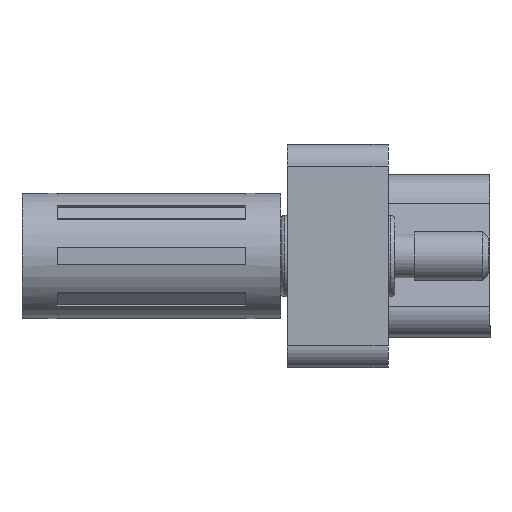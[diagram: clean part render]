
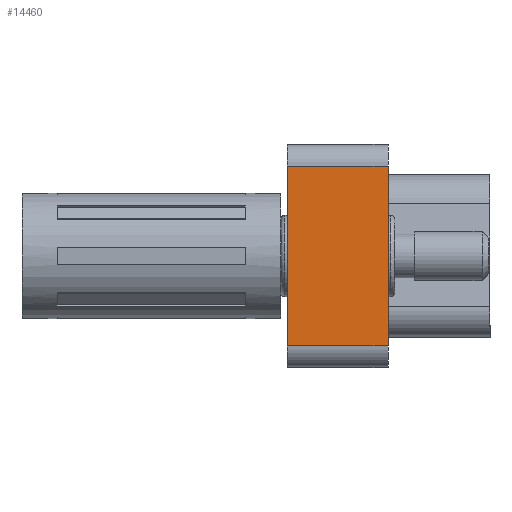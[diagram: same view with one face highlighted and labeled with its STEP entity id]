
A CAD part, left-side view. The second image highlights one B-rep face of the part: STEP entity #14460.
In plain terms, the highlighted planar face has unit normal (-1, 0, 0).
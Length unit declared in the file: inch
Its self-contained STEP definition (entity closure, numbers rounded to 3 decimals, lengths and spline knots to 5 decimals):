
#13920 = VERTEX_POINT ( 'NONE', #30402 ) ;
#13922 = EDGE_CURVE ( 'NONE', #13920, #14066, #29942, .T. ) ;
#14066 = VERTEX_POINT ( 'NONE', #30655 ) ;
#14411 = EDGE_CURVE ( 'NONE', #13920, #14546, #31755, .T. ) ;
#14416 = ORIENTED_EDGE ( 'NONE', *, *, #14411, .T. ) ;
#14460 = ADVANCED_FACE ( 'NONE', ( #32072 ), #32067, .F. ) ;
#14461 = EDGE_LOOP ( 'NONE', ( #14544, #14554, #14556, #14416 ) ) ;
#14544 = ORIENTED_EDGE ( 'NONE', *, *, #14545, .T. ) ;
#14545 = EDGE_CURVE ( 'NONE', #14546, #14547, #32234, .T. ) ;
#14546 = VERTEX_POINT ( 'NONE', #32294 ) ;
#14547 = VERTEX_POINT ( 'NONE', #32293 ) ;
#14554 = ORIENTED_EDGE ( 'NONE', *, *, #14555, .T. ) ;
#14555 = EDGE_CURVE ( 'NONE', #14547, #14066, #32217, .T. ) ;
#14556 = ORIENTED_EDGE ( 'NONE', *, *, #13922, .F. ) ;
#29938 = DIRECTION ( 'NONE',  ( 0., 0., 1. ) ) ;
#29939 = VECTOR ( 'NONE', #29938, 39.37008 ) ;
#29940 = CARTESIAN_POINT ( 'NONE',  ( -1.05, 0.115, 0.255 ) ) ;
#29942 = LINE ( 'NONE', #29940, #29939 ) ;
#30402 = CARTESIAN_POINT ( 'NONE',  ( -1.05, 0.115, -0.205 ) ) ;
#30655 = CARTESIAN_POINT ( 'NONE',  ( -1.05, 0.115, 0.205 ) ) ;
#31752 = DIRECTION ( 'NONE',  ( 0., -1., 0. ) ) ;
#31753 = VECTOR ( 'NONE', #31752, 39.37008 ) ;
#31754 = CARTESIAN_POINT ( 'NONE',  ( -1.05, 0.115, -0.205 ) ) ;
#31755 = LINE ( 'NONE', #31754, #31753 ) ;
#31894 = DIRECTION ( 'NONE',  ( 0., 0., -1. ) ) ;
#31895 = DIRECTION ( 'NONE',  ( 1., 0., 0. ) ) ;
#31896 = CARTESIAN_POINT ( 'NONE',  ( -1.05, 0.115, 0.255 ) ) ;
#31897 = AXIS2_PLACEMENT_3D ( 'NONE', #31896, #31895, #31894 ) ;
#32067 = PLANE ( 'NONE',  #31897 ) ;
#32072 = FACE_OUTER_BOUND ( 'NONE', #14461, .T. ) ;
#32214 = DIRECTION ( 'NONE',  ( 0., 1., 0. ) ) ;
#32215 = VECTOR ( 'NONE', #32214, 39.37008 ) ;
#32216 = CARTESIAN_POINT ( 'NONE',  ( -1.05, 0.115, 0.205 ) ) ;
#32217 = LINE ( 'NONE', #32216, #32215 ) ;
#32234 = LINE ( 'NONE', #32297, #32296 ) ;
#32293 = CARTESIAN_POINT ( 'NONE',  ( -1.05, -0.115, 0.205 ) ) ;
#32294 = CARTESIAN_POINT ( 'NONE',  ( -1.05, -0.115, -0.205 ) ) ;
#32295 = DIRECTION ( 'NONE',  ( 0., 0., 1. ) ) ;
#32296 = VECTOR ( 'NONE', #32295, 39.37008 ) ;
#32297 = CARTESIAN_POINT ( 'NONE',  ( -1.05, -0.115, 0.255 ) ) ;
